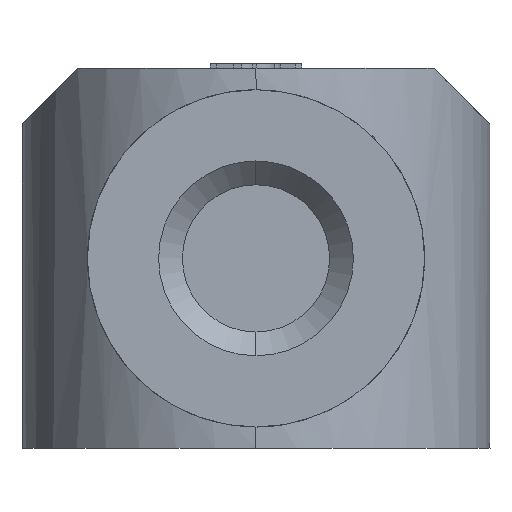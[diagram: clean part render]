
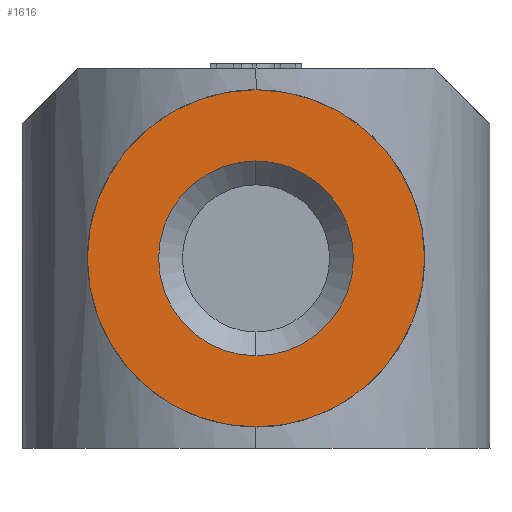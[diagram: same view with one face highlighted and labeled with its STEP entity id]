
A CAD part, left-side view. The second image highlights one B-rep face of the part: STEP entity #1616.
In plain terms, the highlighted planar face has unit normal (-1, 0, 0).
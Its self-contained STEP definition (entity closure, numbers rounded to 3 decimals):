
#96 = VERTEX_POINT ( 'NONE', #5390 ) ;
#181 = CIRCLE ( 'NONE', #5356, 7.1 ) ;
#211 = AXIS2_PLACEMENT_3D ( 'NONE', #3981, #3980, #3974 ) ;
#229 = ORIENTED_EDGE ( 'NONE', *, *, #330, .T. ) ;
#330 = EDGE_CURVE ( 'NONE', #96, #2073, #3803, .T. ) ;
#339 = EDGE_CURVE ( 'NONE', #3988, #3484, #3917, .T. ) ;
#424 = CARTESIAN_POINT ( 'NONE',  ( -6.7, 0., 3.9 ) ) ;
#1616 = ADVANCED_FACE ( 'NONE', ( #2043, #4190 ), #4006, .F. ) ;
#1867 = AXIS2_PLACEMENT_3D ( 'NONE', #4302, #4288, #4275 ) ;
#1889 = AXIS2_PLACEMENT_3D ( 'NONE', #4446, #4435, #4433 ) ;
#1916 = EDGE_CURVE ( 'NONE', #2073, #96, #181, .T. ) ;
#2043 = FACE_OUTER_BOUND ( 'NONE', #3191, .T. ) ;
#2073 = VERTEX_POINT ( 'NONE', #2279 ) ;
#2099 = ORIENTED_EDGE ( 'NONE', *, *, #339, .T. ) ;
#2279 = CARTESIAN_POINT ( 'NONE',  ( -6.7, 0., 0.9 ) ) ;
#2437 = DIRECTION ( 'NONE',  ( 0., 0., 1. ) ) ;
#2442 = DIRECTION ( 'NONE',  ( -1., 0., 0. ) ) ;
#2448 = CARTESIAN_POINT ( 'NONE',  ( -6.7, 0., 8. ) ) ;
#2635 = EDGE_CURVE ( 'NONE', #3484, #3988, #4948, .T. ) ;
#3149 = CARTESIAN_POINT ( 'NONE',  ( -6.7, 0., 12.1 ) ) ;
#3191 = EDGE_LOOP ( 'NONE', ( #229, #5020 ) ) ;
#3484 = VERTEX_POINT ( 'NONE', #3149 ) ;
#3579 = ORIENTED_EDGE ( 'NONE', *, *, #2635, .T. ) ;
#3803 = CIRCLE ( 'NONE', #1889, 7.1 ) ;
#3917 = CIRCLE ( 'NONE', #1867, 4.1 ) ;
#3974 = DIRECTION ( 'NONE',  ( 0., 0., -1. ) ) ;
#3980 = DIRECTION ( 'NONE',  ( 1., 0., 0. ) ) ;
#3981 = CARTESIAN_POINT ( 'NONE',  ( -6.7, 0., 8. ) ) ;
#3988 = VERTEX_POINT ( 'NONE', #424 ) ;
#4006 = PLANE ( 'NONE',  #211 ) ;
#4190 = FACE_BOUND ( 'NONE', #5135, .T. ) ;
#4275 = DIRECTION ( 'NONE',  ( 0., 0., 1. ) ) ;
#4288 = DIRECTION ( 'NONE',  ( 1., 0., 0. ) ) ;
#4302 = CARTESIAN_POINT ( 'NONE',  ( -6.7, 0., 8. ) ) ;
#4433 = DIRECTION ( 'NONE',  ( 0., 0., 1. ) ) ;
#4435 = DIRECTION ( 'NONE',  ( -1., 0., 0. ) ) ;
#4446 = CARTESIAN_POINT ( 'NONE',  ( -6.7, 0., 8. ) ) ;
#4674 = CARTESIAN_POINT ( 'NONE',  ( -6.7, 0., 8. ) ) ;
#4717 = DIRECTION ( 'NONE',  ( 0., 0., 1. ) ) ;
#4801 = DIRECTION ( 'NONE',  ( 1., 0., 0. ) ) ;
#4948 = CIRCLE ( 'NONE', #5182, 4.1 ) ;
#5020 = ORIENTED_EDGE ( 'NONE', *, *, #1916, .T. ) ;
#5135 = EDGE_LOOP ( 'NONE', ( #3579, #2099 ) ) ;
#5182 = AXIS2_PLACEMENT_3D ( 'NONE', #4674, #4801, #4717 ) ;
#5356 = AXIS2_PLACEMENT_3D ( 'NONE', #2448, #2442, #2437 ) ;
#5390 = CARTESIAN_POINT ( 'NONE',  ( -6.7, 0., 15.1 ) ) ;
